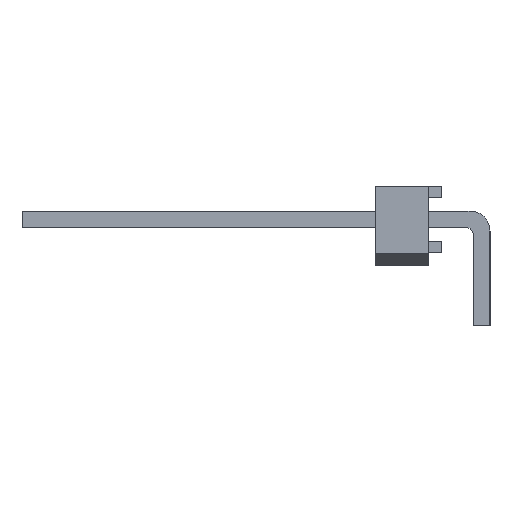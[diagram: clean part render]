
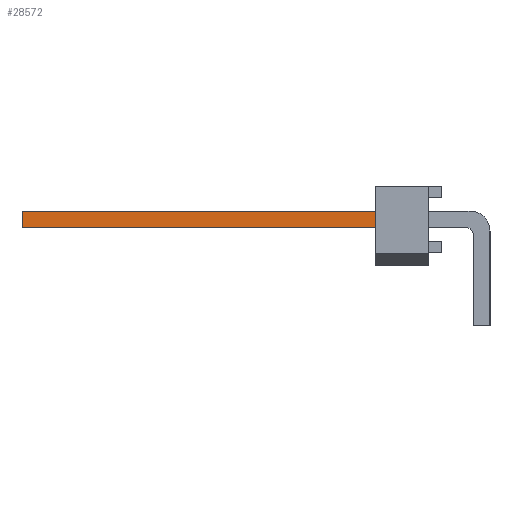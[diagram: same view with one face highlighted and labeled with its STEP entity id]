
A CAD part, left-side view. The second image highlights one B-rep face of the part: STEP entity #28572.
In plain terms, the highlighted face is planar.
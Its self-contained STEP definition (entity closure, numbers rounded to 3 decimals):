
#27369 = VERTEX_POINT('',#27370);
#27370 = CARTESIAN_POINT('',(23.178,17.526,-0.318));
#27376 = EDGE_CURVE('',#27377,#27369,#27379,.T.);
#27377 = VERTEX_POINT('',#27378);
#27378 = CARTESIAN_POINT('',(23.178,2.921,-0.318));
#27379 = LINE('',#27380,#27381);
#27380 = CARTESIAN_POINT('',(23.178,0.445,-0.318));
#27381 = VECTOR('',#27382,1.);
#27382 = DIRECTION('',(0.,1.,0.));
#28129 = VERTEX_POINT('',#28130);
#28130 = CARTESIAN_POINT('',(23.178,2.921,0.318));
#28136 = EDGE_CURVE('',#28137,#28129,#28139,.T.);
#28137 = VERTEX_POINT('',#28138);
#28138 = CARTESIAN_POINT('',(23.178,17.526,0.318));
#28139 = LINE('',#28140,#28141);
#28140 = CARTESIAN_POINT('',(23.178,17.526,0.318));
#28141 = VECTOR('',#28142,1.);
#28142 = DIRECTION('',(0.,-1.,0.));
#28561 = EDGE_CURVE('',#27369,#28137,#28562,.T.);
#28562 = LINE('',#28563,#28564);
#28563 = CARTESIAN_POINT('',(23.178,17.526,-0.318));
#28564 = VECTOR('',#28565,1.);
#28565 = DIRECTION('',(0.,0.,1.));
#28572 = ADVANCED_FACE('',(#28573),#28584,.T.);
#28573 = FACE_BOUND('',#28574,.T.);
#28574 = EDGE_LOOP('',(#28575,#28576,#28582,#28583));
#28575 = ORIENTED_EDGE('',*,*,#28136,.T.);
#28576 = ORIENTED_EDGE('',*,*,#28577,.T.);
#28577 = EDGE_CURVE('',#28129,#27377,#28578,.T.);
#28578 = LINE('',#28579,#28580);
#28579 = CARTESIAN_POINT('',(23.178,2.921,0.445));
#28580 = VECTOR('',#28581,1.);
#28581 = DIRECTION('',(0.,0.,-1.));
#28582 = ORIENTED_EDGE('',*,*,#27376,.T.);
#28583 = ORIENTED_EDGE('',*,*,#28561,.T.);
#28584 = PLANE('',#28585);
#28585 = AXIS2_PLACEMENT_3D('',#28586,#28587,#28588);
#28586 = CARTESIAN_POINT('',(23.178,0.445,0.445));
#28587 = DIRECTION('',(1.,0.,0.));
#28588 = DIRECTION('',(0.,0.,-1.));
